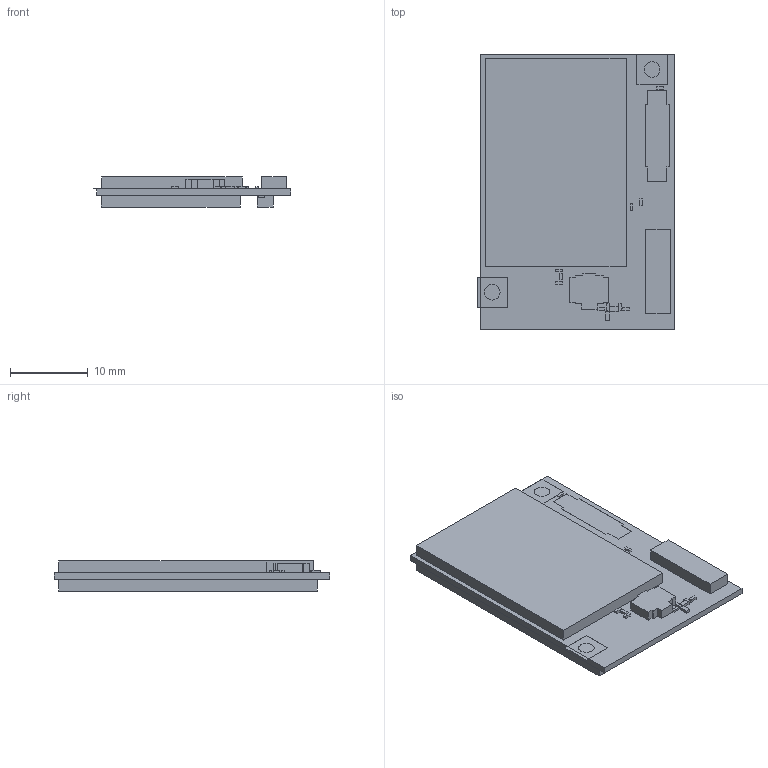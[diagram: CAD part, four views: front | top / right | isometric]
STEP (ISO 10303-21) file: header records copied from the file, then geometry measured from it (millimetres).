
FILE_DESCRIPTION(/* description */ ('PCB Design'),/* implementation_level */ '2;1');
FILE_NAME(/* name */ 'H38489-005_R02 _emn',/* time_stamp */ '2014-07-24T14:00:09-07:00',/* author */ ('dniemira'),/* organization */ (''),/* preprocessor_version */ 'ST-DEVELOPER v15',/* originating_system */ 'allegro_16.6S027',/* authorisation */ '');
FILE_SCHEMA (('AUTOMOTIVE_DESIGN'));
Length unit declared in the file: millimetre
Products named in the file (29): H38489-005_R02 _EMN; BOARD; COMPONENTS; 2X35_P4MM_BTB_AXT_HDR_MB_15400; SML0201_3556; SB_EMMC_SHIELD_15400; SB_SOC_SHIELD_1OF2_15400; SM1P0X1P25_10000; W3006_15500; LGA55_11300; SMRT0201_3300; CONN_COAX_SMT_2P6SQ_3P_12497; NPIN787_100; BGA169_12X16_H1P0_10000; 2X20_P4MM_BTB_AXT_HDR_100; BGA36_0P5_40H_10160; SMC0805_0P95H_9500; SMC0603_HI_VALUE_10008; SML0806_10160; SMR0201_2616; SMC0201_3556; SMC0402_6500; SMC0603_10008; SMY2P_49X83_6096; BGA796_P400_12700; SMY_4P_79X98_PAD37X39_7112; SML2520_40H_10160; BGA10_P5MM_1P4X1P9_5000; BGA168_P4MM_5P12X6P75_6250
Assembly tree (171 placements, depth 3):
  H38489-005_R02 _EMN
    BOARD
    COMPONENTS
      2X35_P4MM_BTB_AXT_HDR_MB_15400
      SML0201_3556  x2
      SB_EMMC_SHIELD_15400
      SB_SOC_SHIELD_1OF2_15400
      SM1P0X1P25_10000
      W3006_15500
      LGA55_11300
      SMRT0201_3300
      CONN_COAX_SMT_2P6SQ_3P_12497
      NPIN787_100  x2
      BGA169_12X16_H1P0_10000
      2X20_P4MM_BTB_AXT_HDR_100
      BGA36_0P5_40H_10160
      SMC0805_0P95H_9500  x5
      SMC0603_HI_VALUE_10008  x2
      SML0806_10160  x4
      SMR0201_2616  x30
      SMC0201_3556  x82
      SMC0402_6500  x18
      SMC0603_10008  x7
      SMY2P_49X83_6096
      BGA796_P400_12700
      SMY_4P_79X98_PAD37X39_7112
      SML2520_40H_10160
      BGA10_P5MM_1P4X1P9_5000
      BGA168_P4MM_5P12X6P75_6250
Bounding box: 25.49 x 35.5 x 3.9 mm (x, y, z)
Surface area: 6496.1 mm2 (no closed solid volume)
Topology: 0 solids, 170 shells, 1056 faces, 2320 edges, 1432 vertices
Faces by surface type: plane 1052, cylinder 4
Entity records: 7138 total; most frequent: DIRECTION 934, ORIENTED_EDGE 864, AXIS2_PLACEMENT_3D 548, CARTESIAN_POINT 528, EDGE_CURVE 461, VECTOR 453, LINE 453, VERTEX_POINT 346
